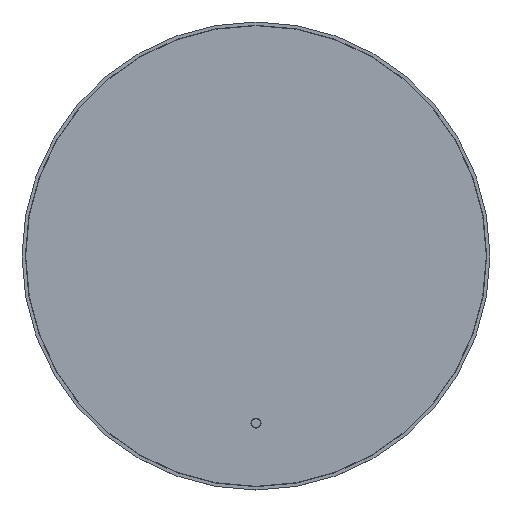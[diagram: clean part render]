
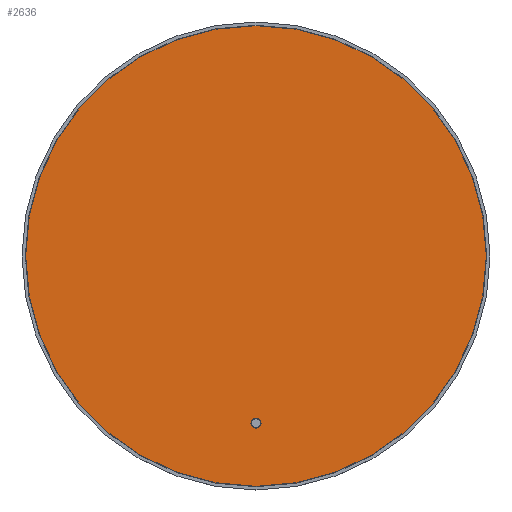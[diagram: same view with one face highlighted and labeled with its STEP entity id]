
A CAD part, top view. The second image highlights one B-rep face of the part: STEP entity #2636.
In plain terms, the highlighted planar face has unit normal (0, 0, 1).
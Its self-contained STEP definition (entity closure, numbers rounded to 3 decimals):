
#22 = VERTEX_POINT ( 'NONE', #1581 ) ;
#51 = VERTEX_POINT ( 'NONE', #2424 ) ;
#67 = ORIENTED_EDGE ( 'NONE', *, *, #2231, .T. ) ;
#106 = DIRECTION ( 'NONE',  ( 0., 0., 1. ) ) ;
#159 = DIRECTION ( 'NONE',  ( 0., 0., 1. ) ) ;
#164 = AXIS2_PLACEMENT_3D ( 'NONE', #685, #106, #2004 ) ;
#188 = DIRECTION ( 'NONE',  ( 1., 0., 0. ) ) ;
#244 = CIRCLE ( 'NONE', #1288, 7.5 ) ;
#419 = FACE_OUTER_BOUND ( 'NONE', #1901, .T. ) ;
#579 = VERTEX_POINT ( 'NONE', #721 ) ;
#607 = EDGE_CURVE ( 'NONE', #22, #1570, #244, .T. ) ;
#685 = CARTESIAN_POINT ( 'NONE',  ( 0., 0., 4. ) ) ;
#721 = CARTESIAN_POINT ( 'NONE',  ( 344.5, 0., 4. ) ) ;
#917 = CIRCLE ( 'NONE', #2852, 7.5 ) ;
#1045 = EDGE_CURVE ( 'NONE', #1570, #22, #917, .T. ) ;
#1152 = CARTESIAN_POINT ( 'NONE',  ( 0., 0., 4. ) ) ;
#1200 = CARTESIAN_POINT ( 'NONE',  ( 0., 0., 4. ) ) ;
#1213 = DIRECTION ( 'NONE',  ( 1., 0., 0. ) ) ;
#1255 = DIRECTION ( 'NONE',  ( 0., 0., 1. ) ) ;
#1288 = AXIS2_PLACEMENT_3D ( 'NONE', #2569, #1255, #188 ) ;
#1375 = EDGE_CURVE ( 'NONE', #51, #579, #2167, .T. ) ;
#1539 = ORIENTED_EDGE ( 'NONE', *, *, #607, .F. ) ;
#1570 = VERTEX_POINT ( 'NONE', #1611 ) ;
#1581 = CARTESIAN_POINT ( 'NONE',  ( 7.5, -250., 4. ) ) ;
#1611 = CARTESIAN_POINT ( 'NONE',  ( -7.5, -250., 4. ) ) ;
#1739 = DIRECTION ( 'NONE',  ( 0., 0., 1. ) ) ;
#1825 = DIRECTION ( 'NONE',  ( 1., 0., 0. ) ) ;
#1901 = EDGE_LOOP ( 'NONE', ( #2132, #67 ) ) ;
#1999 = FACE_BOUND ( 'NONE', #2474, .T. ) ;
#2004 = DIRECTION ( 'NONE',  ( 1., 0., 0. ) ) ;
#2132 = ORIENTED_EDGE ( 'NONE', *, *, #1375, .T. ) ;
#2167 = CIRCLE ( 'NONE', #2608, 344.5 ) ;
#2223 = CIRCLE ( 'NONE', #164, 344.5 ) ;
#2231 = EDGE_CURVE ( 'NONE', #579, #51, #2223, .T. ) ;
#2403 = ORIENTED_EDGE ( 'NONE', *, *, #1045, .F. ) ;
#2424 = CARTESIAN_POINT ( 'NONE',  ( -344.5, 0., 4. ) ) ;
#2474 = EDGE_LOOP ( 'NONE', ( #1539, #2403 ) ) ;
#2569 = CARTESIAN_POINT ( 'NONE',  ( 0., -250., 4. ) ) ;
#2608 = AXIS2_PLACEMENT_3D ( 'NONE', #1200, #159, #1213 ) ;
#2636 = ADVANCED_FACE ( 'NONE', ( #1999, #419 ), #2746, .T. ) ;
#2746 = PLANE ( 'NONE',  #2811 ) ;
#2811 = AXIS2_PLACEMENT_3D ( 'NONE', #1152, #1739, #2828 ) ;
#2828 = DIRECTION ( 'NONE',  ( 1., 0., 0. ) ) ;
#2852 = AXIS2_PLACEMENT_3D ( 'NONE', #3184, #3417, #1825 ) ;
#3184 = CARTESIAN_POINT ( 'NONE',  ( 0., -250., 4. ) ) ;
#3417 = DIRECTION ( 'NONE',  ( 0., 0., 1. ) ) ;
